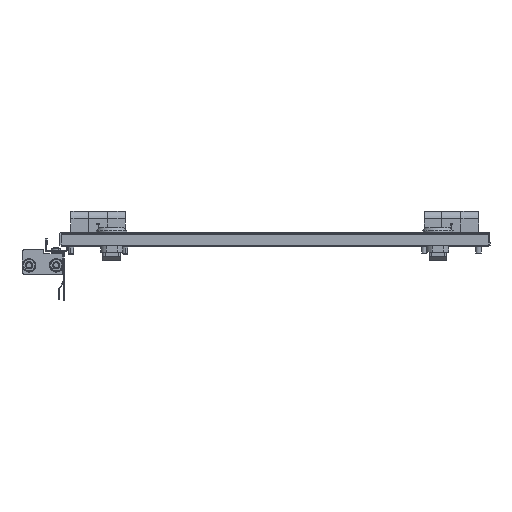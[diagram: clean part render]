
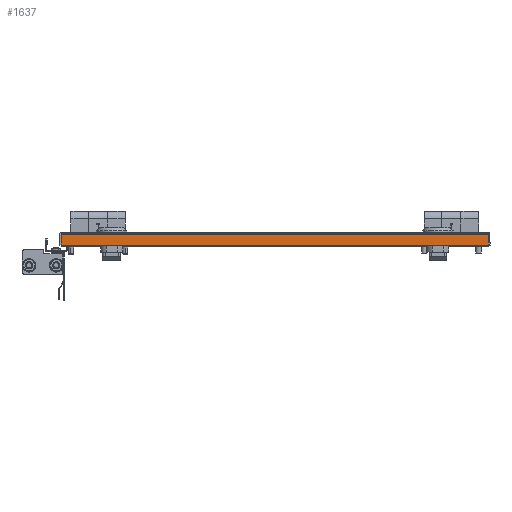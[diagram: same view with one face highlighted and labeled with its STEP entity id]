
A CAD part, left-side view. The second image highlights one B-rep face of the part: STEP entity #1637.
In plain terms, the highlighted planar face has unit normal (-1, 0, 0).
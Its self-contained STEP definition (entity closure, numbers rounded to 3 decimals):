
#1637 = ADVANCED_FACE ( 'NONE', ( #50738 ), #11678, .F. ) ;
#1837 = EDGE_CURVE ( 'NONE', #13555, #34678, #3120, .T. ) ;
#2904 = VERTEX_POINT ( 'NONE', #49782 ) ;
#3120 = LINE ( 'NONE', #32649, #19797 ) ;
#7642 = DIRECTION ( 'NONE',  ( 0., 0., -1. ) ) ;
#9198 = CARTESIAN_POINT ( 'NONE',  ( -389.25, 196.528, -12. ) ) ;
#10026 = EDGE_CURVE ( 'NONE', #34678, #2904, #48876, .T. ) ;
#10203 = EDGE_CURVE ( 'NONE', #13555, #37556, #49555, .T. ) ;
#10675 = CARTESIAN_POINT ( 'NONE',  ( -389.25, 196.528, -2.4 ) ) ;
#11678 = PLANE ( 'NONE',  #33746 ) ;
#11983 = EDGE_LOOP ( 'NONE', ( #56099, #48803, #24637, #32395 ) ) ;
#13555 = VERTEX_POINT ( 'NONE', #10675 ) ;
#19134 = DIRECTION ( 'NONE',  ( 0., 0., -1. ) ) ;
#19797 = VECTOR ( 'NONE', #36928, 1000. ) ;
#20324 = DIRECTION ( 'NONE',  ( 0., 0., -1. ) ) ;
#24637 = ORIENTED_EDGE ( 'NONE', *, *, #10203, .T. ) ;
#27904 = DIRECTION ( 'NONE',  ( 0., -1., 0. ) ) ;
#28835 = CARTESIAN_POINT ( 'NONE',  ( -389.25, -196.531, -1.4 ) ) ;
#31615 = VECTOR ( 'NONE', #27904, 1000. ) ;
#32395 = ORIENTED_EDGE ( 'NONE', *, *, #54495, .T. ) ;
#32649 = CARTESIAN_POINT ( 'NONE',  ( -389.25, -198.002, -2.4 ) ) ;
#33033 = VECTOR ( 'NONE', #20324, 1000. ) ;
#33746 = AXIS2_PLACEMENT_3D ( 'NONE', #44551, #48929, #7642 ) ;
#34678 = VERTEX_POINT ( 'NONE', #57088 ) ;
#36928 = DIRECTION ( 'NONE',  ( 0., -1., 0. ) ) ;
#37556 = VERTEX_POINT ( 'NONE', #9198 ) ;
#39130 = CARTESIAN_POINT ( 'NONE',  ( -389.25, 196.528, 0. ) ) ;
#41999 = CARTESIAN_POINT ( 'NONE',  ( -389.25, -0.002, -12. ) ) ;
#44551 = CARTESIAN_POINT ( 'NONE',  ( -389.25, -0.002, 0. ) ) ;
#45943 = LINE ( 'NONE', #41999, #31615 ) ;
#48803 = ORIENTED_EDGE ( 'NONE', *, *, #1837, .F. ) ;
#48876 = LINE ( 'NONE', #28835, #49611 ) ;
#48929 = DIRECTION ( 'NONE',  ( 1., 0., 0. ) ) ;
#49555 = LINE ( 'NONE', #39130, #33033 ) ;
#49611 = VECTOR ( 'NONE', #19134, 1000. ) ;
#49782 = CARTESIAN_POINT ( 'NONE',  ( -389.25, -196.531, -12. ) ) ;
#50738 = FACE_OUTER_BOUND ( 'NONE', #11983, .T. ) ;
#54495 = EDGE_CURVE ( 'NONE', #37556, #2904, #45943, .T. ) ;
#56099 = ORIENTED_EDGE ( 'NONE', *, *, #10026, .F. ) ;
#57088 = CARTESIAN_POINT ( 'NONE',  ( -389.25, -196.531, -2.4 ) ) ;
